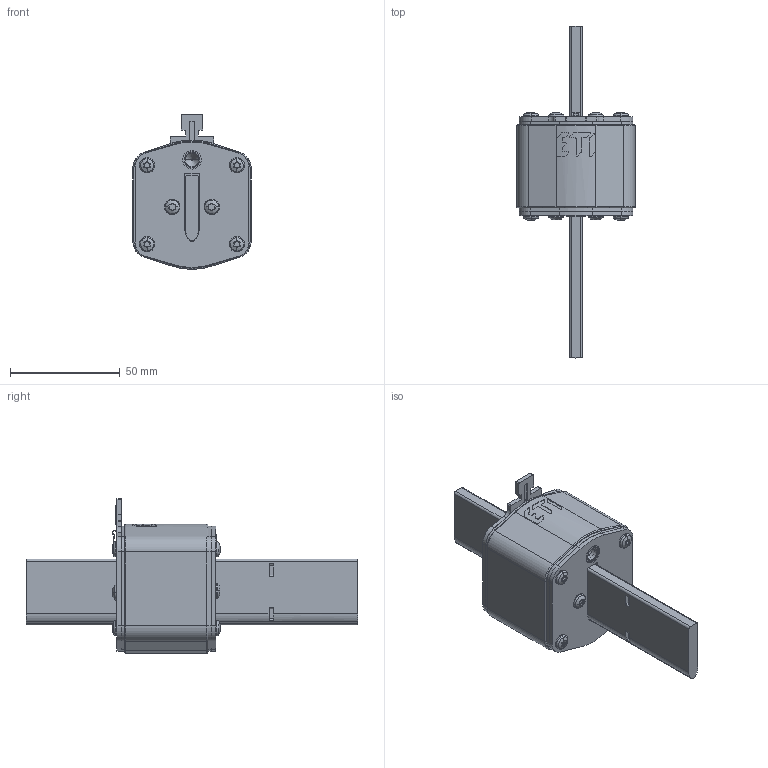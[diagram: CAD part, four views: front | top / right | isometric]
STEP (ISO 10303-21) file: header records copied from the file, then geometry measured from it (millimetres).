
FILE_DESCRIPTION((''),'2;1');
FILE_NAME('004113842_ASM','2022-08-09T09:42:22',('said.beganovic'),('Audax d.o.o.'),'CREO PARAMETRIC BY PTC INC, 2021304','CREO PARAMETRIC BY PTC INC, 2021304','');
FILE_SCHEMA(('AUTOMOTIVE_DESIGN { 1 0 10303 214 1 1 1 1 }'));
Length unit declared in the file: millimetre
Products named in the file (16): 0000041093_1; 0000018281_1-13152; 0000032032_1; 0000033464_1; 0000033552_ASM_1_ASM; 0000032058_1; 0000032060_ASM_1_ASM; 0000018199_1; 0000066080_1; 0000016201_1; 0000017080_1; 0000017079_1; 0000066274_1; 0000031301_1; 004113842_ASM_1_ASM; 004113842_ASM
Assembly tree (27 placements, depth 4):
  004113842_ASM
    004113842_ASM_1_ASM
      0000041093_1
      0000018281_1-13152  x2
      0000033552_ASM_1_ASM
        0000032032_1
        0000033464_1
      0000032060_ASM_1_ASM
        0000032058_1
        0000032032_1
      0000018199_1
      0000066080_1
      0000016201_1
      0000017080_1
      0000017079_1
      0000066274_1  x4
      0000031301_1  x8
Bounding box: 54 x 151.5 x 70.6 mm (x, y, z)
Volume: 133967 mm3; surface area: 55689.4 mm2
Topology: 24 solids, 48 shells, 1235 faces, 3321 edges, 2179 vertices
Faces by surface type: cylinder 599, plane 460, torus 76, cone 56, sphere 24, bspline 20
Entity records: 34988 total; most frequent: CARTESIAN_POINT 6642, DIRECTION 3747, ORIENTED_EDGE 3516, EDGE_CURVE 1783, AXIS2_PLACEMENT_3D 1448, PRESENTATION_STYLE_ASSIGNMENT 1372, STYLED_ITEM 1321, VERTEX_POINT 1172
